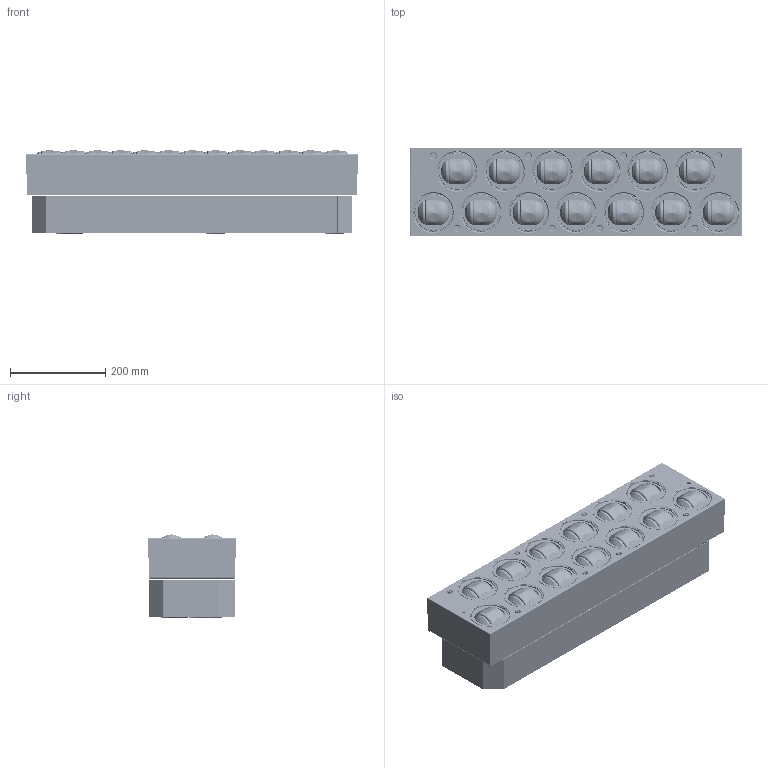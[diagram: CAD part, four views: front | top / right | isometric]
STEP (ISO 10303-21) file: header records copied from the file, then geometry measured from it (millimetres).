
FILE_DESCRIPTION(/* description */ (''),/* implementation_level */ '2;1');
FILE_NAME(/* name */ 'MABS2(700L)_簡略化_1.stp',/* time_stamp */ '2022-08-17T12:49:22+09:00',/* author */ ('n-yokoyama'),/* organization */ (''),/* preprocessor_version */ 'ST-DEVELOPER v18.1',/* originating_system */ 'Autodesk Inventor 2022',/* authorisation */ '');
FILE_SCHEMA (('AUTOMOTIVE_DESIGN { 1 0 10303 214 3 1 1 }'));
Products named in the file (1): MABS2(700L)_簡略化_1
Bounding box: 698 x 186 x 175 mm (x, y, z)
Volume: 8876896.5 mm3; surface area: 1620123.8 mm2
Topology: 13 solids, 13 shells, 3954 faces, 11464 edges, 7518 vertices
Faces by surface type: plane 1484, torus 1208, cylinder 890, cone 307, bspline 65
Full cylindrical faces by diameter (mm): 2 x1, 4.8 x1, 6.2 x8, 6.5 x4, 8 x4, 9 x10, 11 x52, 14 x26, 42 x2, 53 x1, 72.2 x13, 75.712 x13, 76.8 x13, 77.4 x13, 82.5 x13, 86.6 x13, 87.4 x13, 91.5 x13
Entity records: 143679 total; most frequent: CARTESIAN_POINT 30649, DIRECTION 24521, ORIENTED_EDGE 22928, EDGE_CURVE 11464, AXIS2_PLACEMENT_3D 9920, VERTEX_POINT 7518, CIRCLE 6026, LINE 4681
